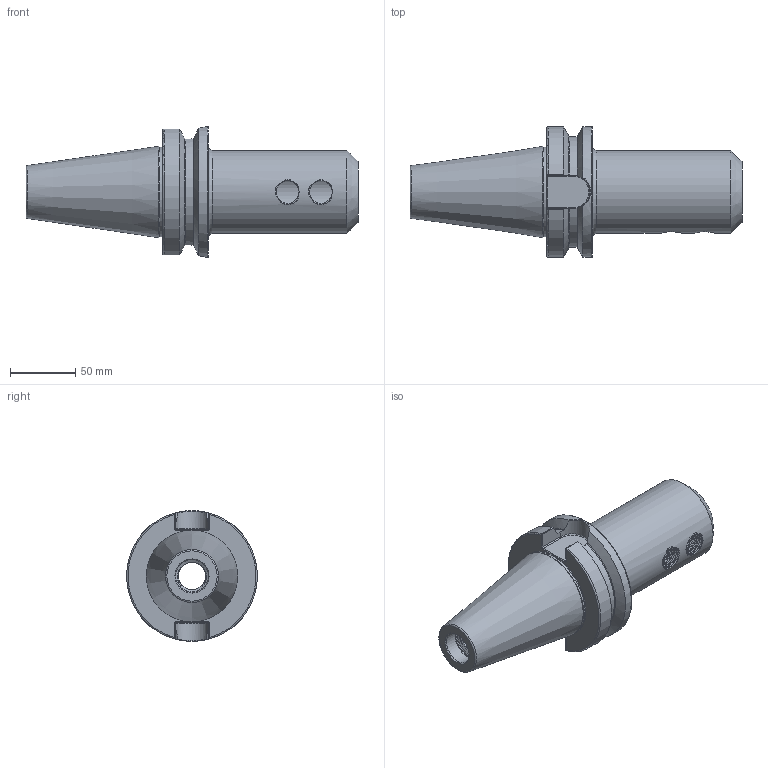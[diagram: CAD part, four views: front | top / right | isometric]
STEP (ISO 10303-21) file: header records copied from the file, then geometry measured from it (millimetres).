
FILE_DESCRIPTION(/* description */ (''),/* implementation_level */ '2;1');
FILE_NAME(/* name */ 'BT50-EM125-0600.step',/* time_stamp */ '2023-06-06T12:16:41-05:00',/* author */ (''),/* organization */ (''),/* preprocessor_version */ 'ST-DEVELOPER v19.2',/* originating_system */ 'Autodesk Translation Framework v12.6.0.85',/* authorisation */ '');
FILE_SCHEMA (('AUTOMOTIVE_DESIGN { 1 0 10303 214 3 1 1 }'));
Length unit declared in the file: millimetre
Products named in the file (1): BT50-EM125-0600
Bounding box: 254.05 x 100 x 100 mm (x, y, z)
Volume: 706758.4 mm3; surface area: 89328.5 mm2
Topology: 1 solids, 1 shells, 196 faces, 537 edges, 346 vertices
Faces by surface type: cylinder 116, bspline 30, plane 21, torus 17, cone 12
Full cylindrical faces by diameter (mm): 17.501 x18, 19.05 x18, 21 x1, 21.002 x11, 24.349 x10, 25 x1, 26 x1, 31.75 x1, 32.75 x1, 63.5 x1, 68.85 x1, 100 x1
Entity records: 14771 total; most frequent: CARTESIAN_POINT 10386, ORIENTED_EDGE 1074, DIRECTION 661, EDGE_CURVE 537, VERTEX_POINT 346, B_SPLINE_CURVE_WITH_KNOTS 305, AXIS2_PLACEMENT_3D 266, EDGE_LOOP 205
